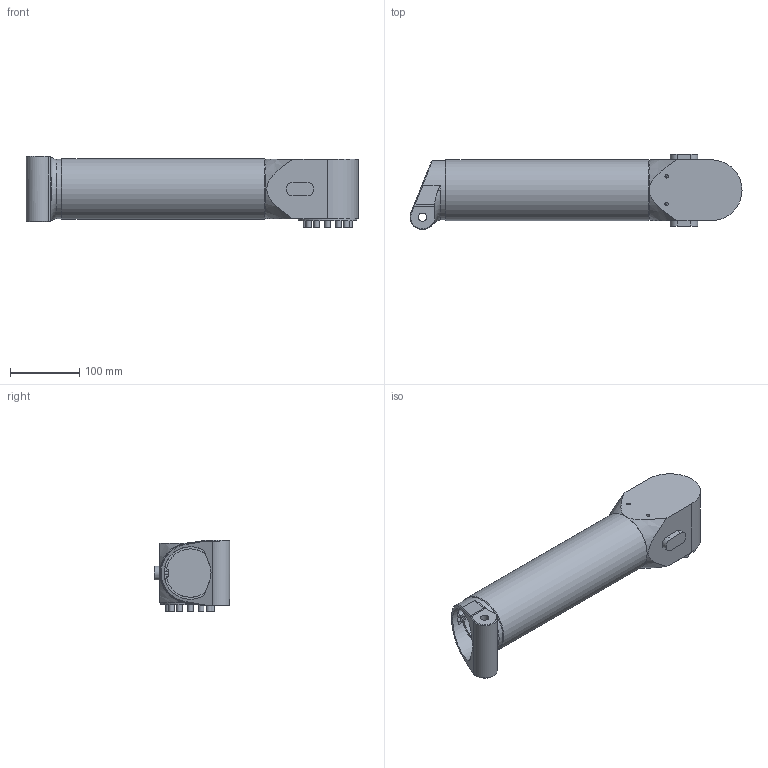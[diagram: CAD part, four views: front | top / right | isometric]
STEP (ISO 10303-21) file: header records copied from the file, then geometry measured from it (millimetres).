
FILE_DESCRIPTION(/* description */ (''),/* implementation_level */ '2;1');
FILE_NAME(/* name */ 'UpperArm_ipt_f37c1272.STEP',/* time_stamp */ '2020-11-16T16:19:49+01:00',/* author */ ('SUSTRVOJ'),/* organization */ (''),/* preprocessor_version */ 'ST-DEVELOPER v17.2',/* originating_system */ 'Autodesk Inventor 2019',/* authorisation */ '');
FILE_SCHEMA (('AUTOMOTIVE_DESIGN { 1 0 10303 214 3 1 1 }'));
Length unit declared in the file: millimetre
Products named in the file (1): UpperArm
Bounding box: 480.18 x 108.97 x 103.5 mm (x, y, z)
Volume: 1351792.8 mm3; surface area: 248259.6 mm2
Topology: 1 solids, 1 shells, 111 faces, 253 edges, 162 vertices
Faces by surface type: plane 53, cylinder 37, bspline 13, cone 6, torus 2
Full cylindrical faces by diameter (mm): 4.917 x3, 8 x12, 12 x1, 70 x1, 80 x1, 82 x1, 85 x1, 88 x1
Entity records: 4929 total; most frequent: CARTESIAN_POINT 2393, DIRECTION 513, ORIENTED_EDGE 502, EDGE_CURVE 251, AXIS2_PLACEMENT_3D 196, VERTEX_POINT 162, EDGE_LOOP 135, LINE 121
